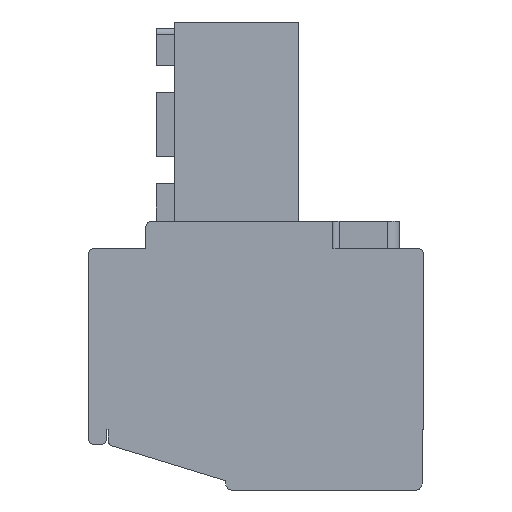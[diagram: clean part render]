
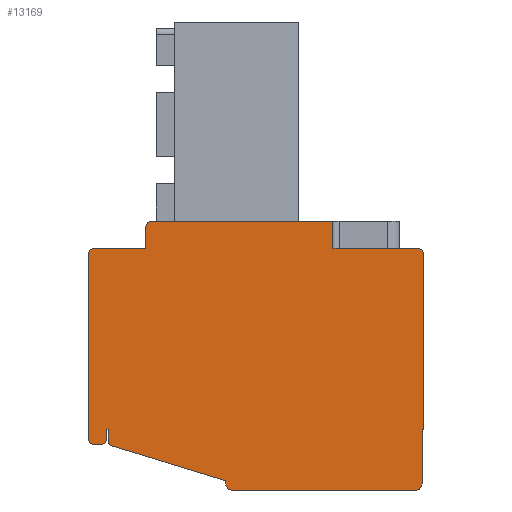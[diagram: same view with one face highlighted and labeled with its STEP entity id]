
A CAD part, left-side view. The second image highlights one B-rep face of the part: STEP entity #13169.
In plain terms, the highlighted planar face has unit normal (-1, 0, 0).
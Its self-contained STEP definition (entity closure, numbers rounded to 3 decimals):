
#72=CARTESIAN_POINT('',(-17.5,2.7,-6.8));
#73=DIRECTION('',(1.,0.,0.));
#74=DIRECTION('',(0.,1.,0.));
#75=AXIS2_PLACEMENT_3D('',#72,#73,#74);
#77=DIRECTION('',(0.,-1.,0.));
#78=VECTOR('',#77,6.);
#79=CARTESIAN_POINT('',(-17.5,2.7,-6.6));
#80=LINE('',#79,#78);
#81=DIRECTION('',(0.,0.,-1.));
#82=VECTOR('',#81,0.9);
#83=CARTESIAN_POINT('',(-17.5,-3.3,-6.6));
#84=LINE('',#83,#82);
#85=DIRECTION('',(0.,-1.,0.));
#86=VECTOR('',#85,2.8);
#87=CARTESIAN_POINT('',(-17.5,-3.3,-7.5));
#88=LINE('',#87,#86);
#89=CARTESIAN_POINT('',(-17.5,-6.1,-7.7));
#90=DIRECTION('',(1.,0.,0.));
#91=DIRECTION('',(0.,0.,1.));
#92=AXIS2_PLACEMENT_3D('',#89,#90,#91);
#94=DIRECTION('',(0.,0.,-1.));
#95=VECTOR('',#94,5.8);
#96=CARTESIAN_POINT('',(-17.5,-6.3,-7.7));
#97=LINE('',#96,#95);
#98=DIRECTION('',(0.,1.,0.));
#99=VECTOR('',#98,0.05);
#100=CARTESIAN_POINT('',(-17.5,-6.3,-13.5));
#101=LINE('',#100,#99);
#102=DIRECTION('',(0.,0.,-1.));
#103=VECTOR('',#102,1.8);
#104=CARTESIAN_POINT('',(-17.5,-6.25,-13.5));
#105=LINE('',#104,#103);
#106=CARTESIAN_POINT('',(-17.5,-6.05,-15.3));
#107=DIRECTION('',(1.,0.,0.));
#108=DIRECTION('',(0.,-1.,0.));
#109=AXIS2_PLACEMENT_3D('',#106,#107,#108);
#111=DIRECTION('',(0.,1.,0.));
#112=VECTOR('',#111,6.1);
#113=CARTESIAN_POINT('',(-17.5,-6.05,-15.5));
#114=LINE('',#113,#112);
#115=CARTESIAN_POINT('',(-17.5,0.05,-15.3));
#116=DIRECTION('',(1.,0.,0.));
#117=DIRECTION('',(0.,0.,-1.));
#118=AXIS2_PLACEMENT_3D('',#115,#116,#117);
#120=DIRECTION('',(0.,0.,1.));
#121=VECTOR('',#120,0.108);
#122=CARTESIAN_POINT('',(-17.5,0.25,-15.3));
#123=LINE('',#122,#121);
#124=DIRECTION('',(0.,0.956,0.292));
#125=VECTOR('',#124,3.93);
#126=CARTESIAN_POINT('',(-17.5,0.25,-15.192));
#127=LINE('',#126,#125);
#128=CARTESIAN_POINT('',(-17.5,3.95,-13.852));
#129=DIRECTION('',(1.,0.,0.));
#130=DIRECTION('',(0.,0.292,-0.956));
#131=AXIS2_PLACEMENT_3D('',#128,#129,#130);
#133=DIRECTION('',(0.,0.,1.));
#134=VECTOR('',#133,0.352);
#135=CARTESIAN_POINT('',(-17.5,4.15,-13.852));
#136=LINE('',#135,#134);
#137=DIRECTION('',(0.,1.,0.));
#138=VECTOR('',#137,0.05);
#139=CARTESIAN_POINT('',(-17.5,4.15,-13.5));
#140=LINE('',#139,#138);
#141=DIRECTION('',(0.,0.,-1.));
#142=VECTOR('',#141,0.3);
#143=CARTESIAN_POINT('',(-17.5,4.2,-13.5));
#144=LINE('',#143,#142);
#145=CARTESIAN_POINT('',(-17.5,4.4,-13.8));
#146=DIRECTION('',(1.,0.,0.));
#147=DIRECTION('',(0.,-1.,0.));
#148=AXIS2_PLACEMENT_3D('',#145,#146,#147);
#150=DIRECTION('',(0.,1.,0.));
#151=VECTOR('',#150,0.2);
#152=CARTESIAN_POINT('',(-17.5,4.4,-14.));
#153=LINE('',#152,#151);
#154=CARTESIAN_POINT('',(-17.5,4.6,-13.8));
#155=DIRECTION('',(1.,0.,0.));
#156=DIRECTION('',(0.,0.,-1.));
#157=AXIS2_PLACEMENT_3D('',#154,#155,#156);
#163=CARTESIAN_POINT('',(-17.5,4.6,-7.7));
#164=DIRECTION('',(-1.,0.,0.));
#165=DIRECTION('',(0.,0.,1.));
#166=AXIS2_PLACEMENT_3D('',#163,#164,#165);
#177=DIRECTION('',(0.,1.,0.));
#178=VECTOR('',#177,1.7);
#179=CARTESIAN_POINT('',(-17.5,2.9,-7.5));
#180=LINE('',#179,#178);
#347=DIRECTION('',(0.,0.,-1.));
#348=VECTOR('',#347,6.1);
#349=CARTESIAN_POINT('',(-17.5,4.8,-7.7));
#350=LINE('',#349,#348);
#6101=DIRECTION('',(0.,0.,-1.));
#6102=VECTOR('',#6101,0.7);
#6103=CARTESIAN_POINT('',(-17.5,2.9,-6.8));
#6104=LINE('',#6103,#6102);
#10476=CARTESIAN_POINT('',(-17.5,-6.3,-13.5));
#10477=CARTESIAN_POINT('',(-17.5,-6.25,-13.5));
#10478=VERTEX_POINT('',#10476);
#10479=VERTEX_POINT('',#10477);
#10480=CARTESIAN_POINT('',(-17.5,4.2,-13.5));
#10481=CARTESIAN_POINT('',(-17.5,4.2,-13.8));
#10482=VERTEX_POINT('',#10480);
#10483=VERTEX_POINT('',#10481);
#10484=CARTESIAN_POINT('',(-17.5,4.4,-14.));
#10485=CARTESIAN_POINT('',(-17.5,4.6,-14.));
#10486=VERTEX_POINT('',#10484);
#10487=VERTEX_POINT('',#10485);
#10488=CARTESIAN_POINT('',(-17.5,2.7,-6.6));
#10489=CARTESIAN_POINT('',(-17.5,-3.3,-6.6));
#10490=VERTEX_POINT('',#10488);
#10491=VERTEX_POINT('',#10489);
#10492=CARTESIAN_POINT('',(-17.5,-3.3,-7.5));
#10493=VERTEX_POINT('',#10492);
#10494=CARTESIAN_POINT('',(-17.5,-6.1,-7.5));
#10495=VERTEX_POINT('',#10494);
#10496=CARTESIAN_POINT('',(-17.5,-6.3,-7.7));
#10497=VERTEX_POINT('',#10496);
#10520=CARTESIAN_POINT('',(-17.5,4.8,-13.8));
#10521=VERTEX_POINT('',#10520);
#10522=CARTESIAN_POINT('',(-17.5,-6.25,-15.3));
#10523=VERTEX_POINT('',#10522);
#10524=CARTESIAN_POINT('',(-17.5,-6.05,-15.5));
#10525=VERTEX_POINT('',#10524);
#10526=CARTESIAN_POINT('',(-17.5,0.05,-15.5));
#10527=VERTEX_POINT('',#10526);
#10528=CARTESIAN_POINT('',(-17.5,0.25,-15.3));
#10529=VERTEX_POINT('',#10528);
#10530=CARTESIAN_POINT('',(-17.5,0.25,-15.192));
#10531=VERTEX_POINT('',#10530);
#10532=CARTESIAN_POINT('',(-17.5,4.008,-14.043));
#10533=VERTEX_POINT('',#10532);
#10534=CARTESIAN_POINT('',(-17.5,4.15,-13.852));
#10535=VERTEX_POINT('',#10534);
#10536=CARTESIAN_POINT('',(-17.5,4.15,-13.5));
#10537=VERTEX_POINT('',#10536);
#10556=CARTESIAN_POINT('',(-17.5,2.9,-6.8));
#10557=VERTEX_POINT('',#10556);
#10806=CARTESIAN_POINT('',(-17.5,2.9,-7.5));
#10808=VERTEX_POINT('',#10806);
#10828=CARTESIAN_POINT('',(-17.5,4.6,-7.5));
#10830=VERTEX_POINT('',#10828);
#10832=CARTESIAN_POINT('',(-17.5,4.8,-7.7));
#10833=VERTEX_POINT('',#10832);
#13114=CARTESIAN_POINT('',(-17.5,0.,0.));
#13115=DIRECTION('',(1.,0.,0.));
#13116=DIRECTION('',(0.,0.,-1.));
#13117=AXIS2_PLACEMENT_3D('',#13114,#13115,#13116);
#13118=PLANE('',#13117);
#13120=ORIENTED_EDGE('',*,*,#13119,.F.);
#13122=ORIENTED_EDGE('',*,*,#13121,.F.);
#13124=ORIENTED_EDGE('',*,*,#13123,.F.);
#13126=ORIENTED_EDGE('',*,*,#13125,.T.);
#13128=ORIENTED_EDGE('',*,*,#13127,.T.);
#13130=ORIENTED_EDGE('',*,*,#13129,.T.);
#13132=ORIENTED_EDGE('',*,*,#13131,.T.);
#13134=ORIENTED_EDGE('',*,*,#13133,.T.);
#13136=ORIENTED_EDGE('',*,*,#13135,.T.);
#13138=ORIENTED_EDGE('',*,*,#13137,.T.);
#13140=ORIENTED_EDGE('',*,*,#13139,.T.);
#13142=ORIENTED_EDGE('',*,*,#13141,.T.);
#13144=ORIENTED_EDGE('',*,*,#13143,.T.);
#13146=ORIENTED_EDGE('',*,*,#13145,.T.);
#13148=ORIENTED_EDGE('',*,*,#13147,.T.);
#13150=ORIENTED_EDGE('',*,*,#13149,.T.);
#13152=ORIENTED_EDGE('',*,*,#13151,.T.);
#13154=ORIENTED_EDGE('',*,*,#13153,.T.);
#13156=ORIENTED_EDGE('',*,*,#13155,.T.);
#13158=ORIENTED_EDGE('',*,*,#13157,.T.);
#13160=ORIENTED_EDGE('',*,*,#13159,.T.);
#13162=ORIENTED_EDGE('',*,*,#13161,.T.);
#13164=ORIENTED_EDGE('',*,*,#13163,.T.);
#13166=ORIENTED_EDGE('',*,*,#13165,.F.);
#13167=EDGE_LOOP('',(#13120,#13122,#13124,#13126,#13128,#13130,#13132,#13134,
#13136,#13138,#13140,#13142,#13144,#13146,#13148,#13150,#13152,#13154,#13156,
#13158,#13160,#13162,#13164,#13166));
#13168=FACE_OUTER_BOUND('',#13167,.F.);
#13169=ADVANCED_FACE('',(#13168),#13118,.F.);
#76=CIRCLE('',#75,0.2);
#93=CIRCLE('',#92,0.2);
#110=CIRCLE('',#109,0.2);
#119=CIRCLE('',#118,0.2);
#132=CIRCLE('',#131,0.2);
#149=CIRCLE('',#148,0.2);
#158=CIRCLE('',#157,0.2);
#167=CIRCLE('',#166,0.2);
#13119=EDGE_CURVE('',#10830,#10833,#167,.T.);
#13121=EDGE_CURVE('',#10808,#10830,#180,.T.);
#13123=EDGE_CURVE('',#10557,#10808,#6104,.T.);
#13125=EDGE_CURVE('',#10557,#10490,#76,.T.);
#13127=EDGE_CURVE('',#10490,#10491,#80,.T.);
#13129=EDGE_CURVE('',#10491,#10493,#84,.T.);
#13131=EDGE_CURVE('',#10493,#10495,#88,.T.);
#13133=EDGE_CURVE('',#10495,#10497,#93,.T.);
#13135=EDGE_CURVE('',#10497,#10478,#97,.T.);
#13137=EDGE_CURVE('',#10478,#10479,#101,.T.);
#13139=EDGE_CURVE('',#10479,#10523,#105,.T.);
#13141=EDGE_CURVE('',#10523,#10525,#110,.T.);
#13143=EDGE_CURVE('',#10525,#10527,#114,.T.);
#13145=EDGE_CURVE('',#10527,#10529,#119,.T.);
#13147=EDGE_CURVE('',#10529,#10531,#123,.T.);
#13149=EDGE_CURVE('',#10531,#10533,#127,.T.);
#13151=EDGE_CURVE('',#10533,#10535,#132,.T.);
#13153=EDGE_CURVE('',#10535,#10537,#136,.T.);
#13155=EDGE_CURVE('',#10537,#10482,#140,.T.);
#13157=EDGE_CURVE('',#10482,#10483,#144,.T.);
#13159=EDGE_CURVE('',#10483,#10486,#149,.T.);
#13161=EDGE_CURVE('',#10486,#10487,#153,.T.);
#13163=EDGE_CURVE('',#10487,#10521,#158,.T.);
#13165=EDGE_CURVE('',#10833,#10521,#350,.T.);
